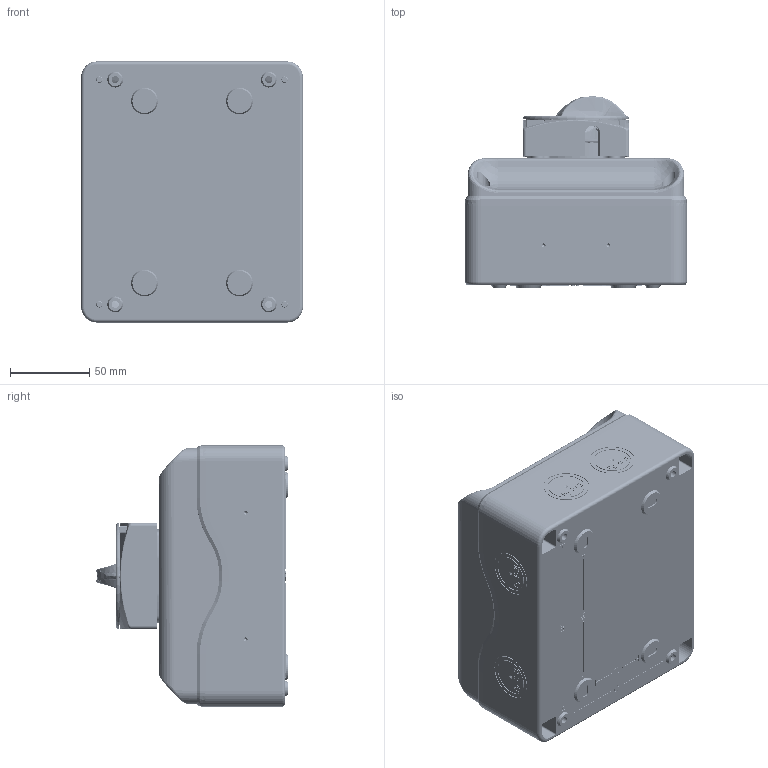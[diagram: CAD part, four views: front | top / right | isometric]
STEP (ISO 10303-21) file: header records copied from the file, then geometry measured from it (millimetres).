
FILE_DESCRIPTION((''),'2;1');
FILE_NAME('SB1003B140AL6_ASM','2020-07-06T',('alessandro.buglione'),(''),'PRO/ENGINEER BY PARAMETRIC TECHNOLOGY CORPORATION, 2011080','PRO/ENGINEER BY PARAMETRIC TECHNOLOGY CORPORATION, 2011080','');
FILE_SCHEMA(('CONFIG_CONTROL_DESIGN'));
Products named in the file (25): 6401_002; 6402; 4901-005; 5122-022; 6377_014; 6009_PIENO; 6010_PIENO; 6007_PIENO; 6008_PIENO; 5122_; 6015; 6016_PIENO; 6971; 6050-001H; DS1003B140_PIENO_ASM; 6832_001; 7085; 6764; 6837; 6435-116; 6828; 6377_002; 6422; VAG_AL6_3D_ASM; SB1003B140AL6_ASM
Assembly tree (42 placements, depth 3):
  SB1003B140AL6_ASM
    6401_002
    6402
    4901-005  x4
    5122-022  x4
    6377_014  x2
    DS1003B140_PIENO_ASM
      6009_PIENO
      6010_PIENO
      6007_PIENO
      6008_PIENO
      5122_  x6
      6015  x6
      6016_PIENO
      6971
      6050-001H
    6832_001
    7085  x2
    VAG_AL6_3D_ASM
      6764
      6837
      6435-116
      6828
      6377_002
      6422
Bounding box: 140 x 120.8 x 165 mm (x, y, z)
Volume: 527261.6 mm3; surface area: 370465.9 mm2
Topology: 50 solids, 72 shells, 8214 faces, 22281 edges, 14526 vertices
Faces by surface type: plane 5658, cylinder 1602, cone 329, torus 268, bspline 239, sphere 114, extrusion 4
Entity records: 243605 total; most frequent: CARTESIAN_POINT 57635, ORIENTED_EDGE 39746, DIRECTION 36889, EDGE_CURVE 19879, VECTOR 14679, LINE 14675, VERTEX_POINT 12998, AXIS2_PLACEMENT_3D 11105
